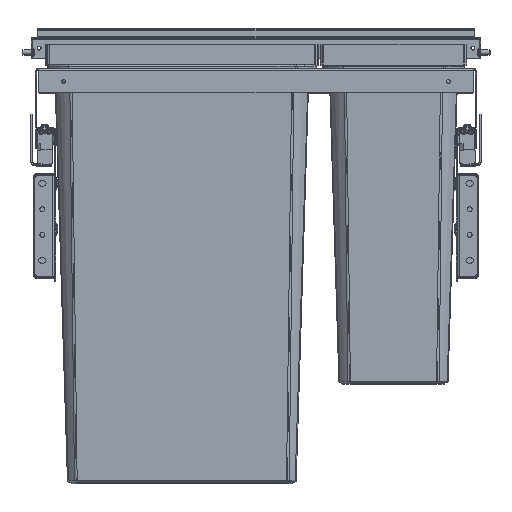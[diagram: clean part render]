
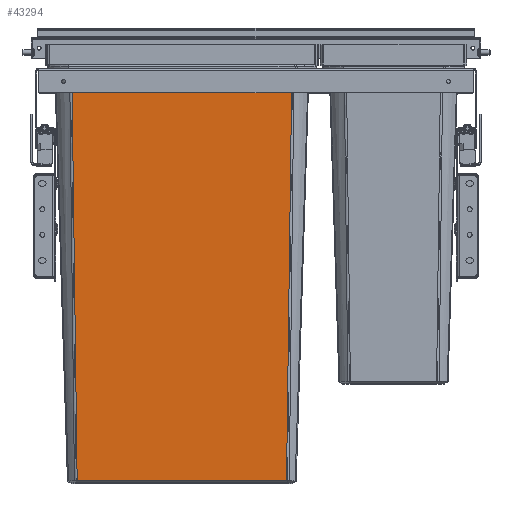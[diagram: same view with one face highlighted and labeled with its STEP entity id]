
A CAD part, top view. The second image highlights one B-rep face of the part: STEP entity #43294.
In plain terms, the highlighted planar face has unit normal (0, -0.031, 1).
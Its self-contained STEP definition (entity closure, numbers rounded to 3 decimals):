
#9437=EDGE_CURVE('9831',#21972,#21969,#21973,.T.);
#9477=EDGE_CURVE('9763',#21969,#22027,#22030,.T.);
#9479=EDGE_CURVE('9815',#22032,#22027,#22033,.T.);
#9481=EDGE_CURVE('9774',#21972,#22032,#22035,.T.);
#21969=VERTEX_POINT('',#42199);
#21972=VERTEX_POINT('',#42210);
#21973=LINE('',#42211,#42212);
#22027=VERTEX_POINT('',#42389);
#22030=B_SPLINE_CURVE_WITH_KNOTS('',3,(#42399,#42400,#42401,#42402,#42403,#42404),.UNSPECIFIED.,.F.,.F.,(4,1,1,4),(0.0,0.333,0.667,1.0),.UNSPECIFIED.);
#22032=VERTEX_POINT('',#42407);
#22033=LINE('',#42408,#42409);
#22035=B_SPLINE_CURVE_WITH_KNOTS('',3,(#42412,#42413,#42414,#42415,#42416,#42417),.UNSPECIFIED.,.F.,.F.,(4,1,1,4),(0.0,0.333,0.667,1.0),.UNSPECIFIED.);
#42199=CARTESIAN_POINT('',(-229.98,9.8,-14.179));
#42210=CARTESIAN_POINT('',(44.879,9.8,-14.179));
#42211=CARTESIAN_POINT('',(44.879,9.8,-14.179));
#42212=VECTOR('',#66871,274.859);
#42389=CARTESIAN_POINT('',(-223.182,-514.329,-30.517));
#42399=CARTESIAN_POINT('',(-229.98,9.8,-14.179));
#42400=CARTESIAN_POINT('',(-229.132,-56.972,-16.26));
#42401=CARTESIAN_POINT('',(-227.501,-184.81,-20.245));
#42402=CARTESIAN_POINT('',(-225.266,-358.071,-25.646));
#42403=CARTESIAN_POINT('',(-223.863,-463.993,-28.948));
#42404=CARTESIAN_POINT('',(-223.182,-514.329,-30.517));
#42407=CARTESIAN_POINT('',(38.082,-514.329,-30.517));
#42408=CARTESIAN_POINT('',(38.082,-514.329,-30.517));
#42409=VECTOR('',#66878,261.264);
#42412=CARTESIAN_POINT('',(44.879,9.8,-14.179));
#42413=CARTESIAN_POINT('',(44.031,-56.973,-16.26));
#42414=CARTESIAN_POINT('',(42.401,-184.81,-20.245));
#42415=CARTESIAN_POINT('',(40.166,-358.071,-25.646));
#42416=CARTESIAN_POINT('',(38.763,-463.993,-28.948));
#42417=CARTESIAN_POINT('',(38.082,-514.329,-30.517));
#43294=ADVANCED_FACE('7140',(#67234),#67235,.T.);
#66871=DIRECTION('',(-1.0,0.,0.0));
#66878=DIRECTION('',(-1.0,0.,0.0));
#67234=FACE_OUTER_BOUND('',#85909,.T.);
#67235=PLANE('',#85910);
#85909=EDGE_LOOP('',(#101185,#101186,#101187,#101188));
#85910=AXIS2_PLACEMENT_3D('',#101189,#101190,#101191);
#101185=ORIENTED_EDGE('',*,*,#9479,.F.);
#101186=ORIENTED_EDGE('',*,*,#9481,.F.);
#101187=ORIENTED_EDGE('',*,*,#9437,.T.);
#101188=ORIENTED_EDGE('',*,*,#9477,.T.);
#101189=CARTESIAN_POINT('',(-92.55,-242.469,-22.042));
#101190=DIRECTION('',(0.0,-0.031,1.));
#101191=DIRECTION('',(-1.0,0.0,0.0));
